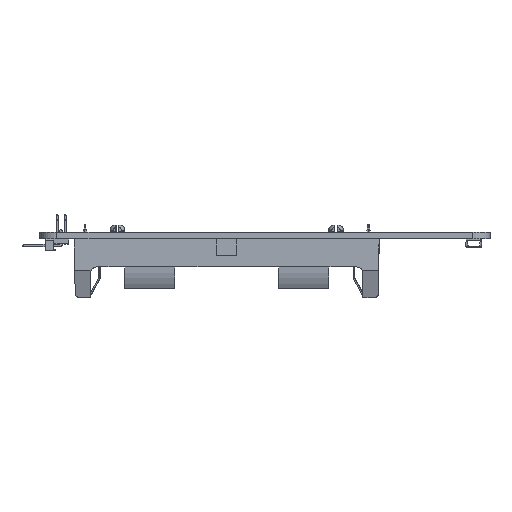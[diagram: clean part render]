
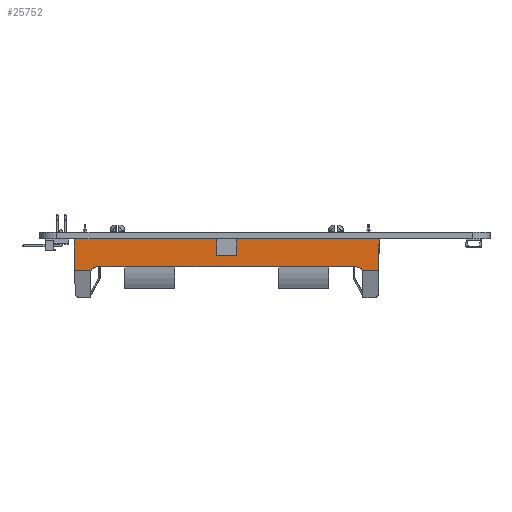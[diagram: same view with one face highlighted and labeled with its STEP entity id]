
A CAD part, front view. The second image highlights one B-rep face of the part: STEP entity #25752.
In plain terms, the highlighted face is planar.
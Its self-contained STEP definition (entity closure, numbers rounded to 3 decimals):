
#22554 = VERTEX_POINT('',#22555);
#22555 = CARTESIAN_POINT('',(18.679,-5.958,
    -5.256));
#22561 = EDGE_CURVE('',#22554,#22562,#22564,.T.);
#22562 = VERTEX_POINT('',#22563);
#22563 = CARTESIAN_POINT('',(18.679,-5.958,
    -0.176));
#22564 = LINE('',#22565,#22566);
#22565 = CARTESIAN_POINT('',(18.679,-5.958,
    -5.256));
#22566 = VECTOR('',#22567,1.);
#22567 = DIRECTION('',(0.,0.,1.));
#22594 = VERTEX_POINT('',#22595);
#22595 = CARTESIAN_POINT('',(18.679,-10.149,
    -5.256));
#22601 = EDGE_CURVE('',#22554,#22594,#22602,.T.);
#22602 = LINE('',#22603,#22604);
#22603 = CARTESIAN_POINT('',(18.679,-5.958,
    -5.256));
#22604 = VECTOR('',#22605,1.);
#22605 = DIRECTION('',(0.,-1.,0.));
#22647 = VERTEX_POINT('',#22648);
#22648 = CARTESIAN_POINT('',(18.679,-10.149,
    -0.176));
#22656 = EDGE_CURVE('',#22562,#22647,#22657,.T.);
#22657 = LINE('',#22658,#22659);
#22658 = CARTESIAN_POINT('',(18.679,-5.958,
    -0.176));
#22659 = VECTOR('',#22660,1.);
#22660 = DIRECTION('',(0.,-1.,0.));
#23245 = VERTEX_POINT('',#23246);
#23246 = CARTESIAN_POINT('',(18.679,-3.037,
    -28.522));
#23254 = EDGE_CURVE('',#23245,#23255,#23257,.T.);
#23255 = VERTEX_POINT('',#23256);
#23256 = CARTESIAN_POINT('',(18.679,-3.037,
    -35.583));
#23257 = LINE('',#23258,#23259);
#23258 = CARTESIAN_POINT('',(18.679,-3.037,
    31.727));
#23259 = VECTOR('',#23260,1.);
#23260 = DIRECTION('',(0.,0.,-1.));
#23351 = VERTEX_POINT('',#23352);
#23352 = CARTESIAN_POINT('',(18.679,-3.037,
    -15.822));
#23359 = EDGE_CURVE('',#23351,#23245,#23360,.T.);
#23360 = LINE('',#23361,#23362);
#23361 = CARTESIAN_POINT('',(18.679,-3.037,
    -15.822));
#23362 = VECTOR('',#23363,1.);
#23363 = DIRECTION('',(0.,0.,-1.));
#23398 = EDGE_CURVE('',#23399,#23351,#23401,.T.);
#23399 = VERTEX_POINT('',#23400);
#23400 = CARTESIAN_POINT('',(18.679,-3.037,
    10.441));
#23401 = LINE('',#23402,#23403);
#23402 = CARTESIAN_POINT('',(18.679,-3.037,
    31.727));
#23403 = VECTOR('',#23404,1.);
#23404 = DIRECTION('',(0.,0.,-1.));
#23454 = VERTEX_POINT('',#23455);
#23455 = CARTESIAN_POINT('',(18.679,-3.037,
    23.141));
#23462 = EDGE_CURVE('',#23399,#23454,#23463,.T.);
#23463 = LINE('',#23464,#23465);
#23464 = CARTESIAN_POINT('',(18.679,-3.037,
    10.441));
#23465 = VECTOR('',#23466,1.);
#23466 = DIRECTION('',(0.,0.,1.));
#23503 = EDGE_CURVE('',#23504,#23454,#23506,.T.);
#23504 = VERTEX_POINT('',#23505);
#23505 = CARTESIAN_POINT('',(18.679,-3.037,
    30.152));
#23506 = LINE('',#23507,#23508);
#23507 = CARTESIAN_POINT('',(18.679,-3.037,
    31.727));
#23508 = VECTOR('',#23509,1.);
#23509 = DIRECTION('',(0.,0.,-1.));
#23535 = VERTEX_POINT('',#23536);
#23536 = CARTESIAN_POINT('',(18.679,-2.148,
    31.569));
#23571 = EDGE_CURVE('',#23504,#23535,#23572,.T.);
#23572 = CIRCLE('',#23573,1.575);
#23573 = AXIS2_PLACEMENT_3D('',#23574,#23575,#23576);
#23574 = CARTESIAN_POINT('',(18.679,-1.463,
    30.152));
#23575 = DIRECTION('',(-1.,0.,0.));
#23576 = DIRECTION('',(0.,0.,1.));
#23638 = VERTEX_POINT('',#23639);
#23639 = CARTESIAN_POINT('',(18.679,-2.148,
    35.672));
#23645 = EDGE_CURVE('',#23638,#23535,#23646,.T.);
#23646 = LINE('',#23647,#23648);
#23647 = CARTESIAN_POINT('',(18.679,-2.148,
    35.841));
#23648 = VECTOR('',#23649,1.);
#23649 = DIRECTION('',(0.,0.,-1.));
#23677 = VERTEX_POINT('',#23678);
#23678 = CARTESIAN_POINT('',(18.679,-10.149,
    35.811));
#23684 = EDGE_CURVE('',#23638,#23677,#23685,.T.);
#23685 = LINE('',#23686,#23687);
#23686 = CARTESIAN_POINT('',(18.679,-11.877,
    35.841));
#23687 = VECTOR('',#23688,1.);
#23688 = DIRECTION('',(0.,-1.,0.017));
#25729 = EDGE_CURVE('',#25730,#23255,#25732,.T.);
#25730 = VERTEX_POINT('',#25731);
#25731 = CARTESIAN_POINT('',(18.679,-2.148,
    -37.001));
#25732 = CIRCLE('',#25733,1.575);
#25733 = AXIS2_PLACEMENT_3D('',#25734,#25735,#25736);
#25734 = CARTESIAN_POINT('',(18.679,-1.463,
    -35.583));
#25735 = DIRECTION('',(-1.,0.,0.));
#25736 = DIRECTION('',(0.,0.,1.));
#25752 = ADVANCED_FACE('',(#25753),#25795,.F.);
#25753 = FACE_BOUND('',#25754,.T.);
#25754 = EDGE_LOOP('',(#25755,#25763,#25771,#25777,#25778,#25779,#25780,
    #25781,#25782,#25783,#25784,#25785,#25786,#25792,#25793,#25794));
#25755 = ORIENTED_EDGE('',*,*,#25756,.T.);
#25756 = EDGE_CURVE('',#22594,#25757,#25759,.T.);
#25757 = VERTEX_POINT('',#25758);
#25758 = CARTESIAN_POINT('',(18.679,-10.149,
    -41.243));
#25759 = LINE('',#25760,#25761);
#25760 = CARTESIAN_POINT('',(18.679,-10.149,
    35.841));
#25761 = VECTOR('',#25762,1.);
#25762 = DIRECTION('',(0.,0.,-1.));
#25763 = ORIENTED_EDGE('',*,*,#25764,.T.);
#25764 = EDGE_CURVE('',#25757,#25765,#25767,.T.);
#25765 = VERTEX_POINT('',#25766);
#25766 = CARTESIAN_POINT('',(18.679,-2.148,
    -41.103));
#25767 = LINE('',#25768,#25769);
#25768 = CARTESIAN_POINT('',(18.679,4.71,
    -40.983));
#25769 = VECTOR('',#25770,1.);
#25770 = DIRECTION('',(0.,1.,0.017));
#25771 = ORIENTED_EDGE('',*,*,#25772,.T.);
#25772 = EDGE_CURVE('',#25765,#25730,#25773,.T.);
#25773 = LINE('',#25774,#25775);
#25774 = CARTESIAN_POINT('',(18.679,-2.148,
    -41.273));
#25775 = VECTOR('',#25776,1.);
#25776 = DIRECTION('',(0.,0.,1.));
#25777 = ORIENTED_EDGE('',*,*,#25729,.T.);
#25778 = ORIENTED_EDGE('',*,*,#23254,.F.);
#25779 = ORIENTED_EDGE('',*,*,#23359,.F.);
#25780 = ORIENTED_EDGE('',*,*,#23398,.F.);
#25781 = ORIENTED_EDGE('',*,*,#23462,.T.);
#25782 = ORIENTED_EDGE('',*,*,#23503,.F.);
#25783 = ORIENTED_EDGE('',*,*,#23571,.T.);
#25784 = ORIENTED_EDGE('',*,*,#23645,.F.);
#25785 = ORIENTED_EDGE('',*,*,#23684,.T.);
#25786 = ORIENTED_EDGE('',*,*,#25787,.T.);
#25787 = EDGE_CURVE('',#23677,#22647,#25788,.T.);
#25788 = LINE('',#25789,#25790);
#25789 = CARTESIAN_POINT('',(18.679,-10.149,
    35.841));
#25790 = VECTOR('',#25791,1.);
#25791 = DIRECTION('',(0.,0.,-1.));
#25792 = ORIENTED_EDGE('',*,*,#22656,.F.);
#25793 = ORIENTED_EDGE('',*,*,#22561,.F.);
#25794 = ORIENTED_EDGE('',*,*,#22601,.T.);
#25795 = PLANE('',#25796);
#25796 = AXIS2_PLACEMENT_3D('',#25797,#25798,#25799);
#25797 = CARTESIAN_POINT('',(18.679,-10.149,
    35.841));
#25798 = DIRECTION('',(-1.,0.,0.));
#25799 = DIRECTION('',(0.,0.,1.));
